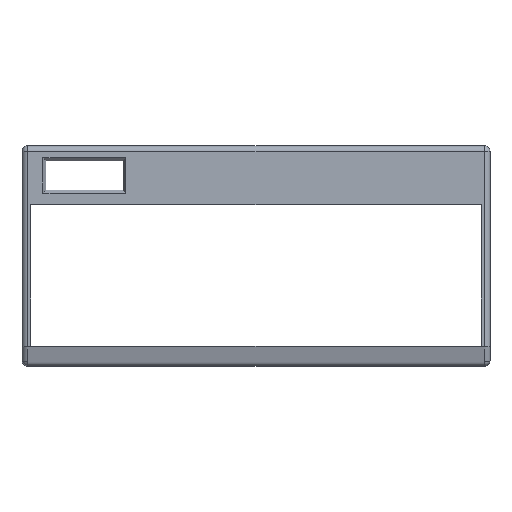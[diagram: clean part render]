
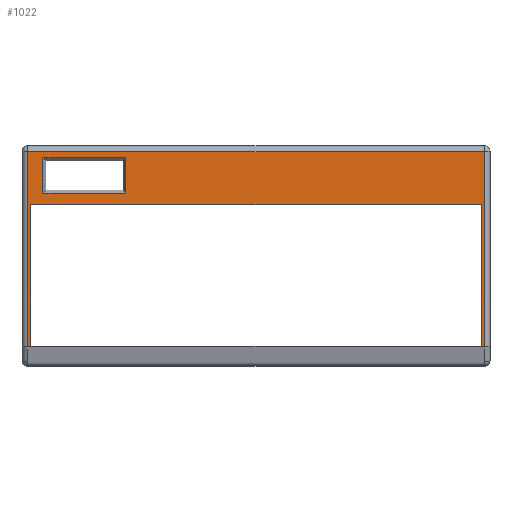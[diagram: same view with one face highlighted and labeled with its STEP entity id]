
A CAD part, top view. The second image highlights one B-rep face of the part: STEP entity #1022.
In plain terms, the highlighted planar face has unit normal (0, 0, 1).
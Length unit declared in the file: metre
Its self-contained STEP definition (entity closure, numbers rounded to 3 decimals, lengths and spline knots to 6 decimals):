
#85=ORIENTED_EDGE('',*,*,#380,.T.);
#86=ORIENTED_EDGE('',*,*,#381,.T.);
#87=ORIENTED_EDGE('',*,*,#382,.T.);
#88=ORIENTED_EDGE('',*,*,#383,.T.);
#89=ORIENTED_EDGE('',*,*,#384,.T.);
#90=ORIENTED_EDGE('',*,*,#385,.T.);
#91=ORIENTED_EDGE('',*,*,#386,.T.);
#92=ORIENTED_EDGE('',*,*,#387,.T.);
#93=ORIENTED_EDGE('',*,*,#388,.F.);
#94=ORIENTED_EDGE('',*,*,#389,.T.);
#95=ORIENTED_EDGE('',*,*,#390,.T.);
#96=ORIENTED_EDGE('',*,*,#391,.F.);
#380=EDGE_CURVE('',#527,#528,#624,.T.);
#381=EDGE_CURVE('',#528,#529,#625,.T.);
#382=EDGE_CURVE('',#529,#530,#626,.T.);
#383=EDGE_CURVE('',#530,#527,#627,.T.);
#384=EDGE_CURVE('',#531,#532,#628,.F.);
#385=EDGE_CURVE('',#532,#533,#629,.F.);
#386=EDGE_CURVE('',#533,#534,#630,.T.);
#387=EDGE_CURVE('',#534,#531,#631,.T.);
#388=EDGE_CURVE('',#535,#536,#632,.T.);
#389=EDGE_CURVE('',#535,#537,#633,.T.);
#390=EDGE_CURVE('',#537,#538,#634,.T.);
#391=EDGE_CURVE('',#536,#538,#635,.T.);
#527=VERTEX_POINT('',#1533);
#528=VERTEX_POINT('',#1534);
#529=VERTEX_POINT('',#1536);
#530=VERTEX_POINT('',#1538);
#531=VERTEX_POINT('',#1541);
#532=VERTEX_POINT('',#1542);
#533=VERTEX_POINT('',#1544);
#534=VERTEX_POINT('',#1546);
#535=VERTEX_POINT('',#1549);
#536=VERTEX_POINT('',#1550);
#537=VERTEX_POINT('',#1552);
#538=VERTEX_POINT('',#1554);
#624=LINE('',#1532,#748);
#625=LINE('',#1535,#749);
#626=LINE('',#1537,#750);
#627=LINE('',#1539,#751);
#628=LINE('',#1540,#752);
#629=LINE('',#1543,#753);
#630=LINE('',#1545,#754);
#631=LINE('',#1547,#755);
#632=LINE('',#1548,#756);
#633=LINE('',#1551,#757);
#634=LINE('',#1553,#758);
#635=LINE('',#1555,#759);
#748=VECTOR('',#1215,1.);
#749=VECTOR('',#1216,1.);
#750=VECTOR('',#1217,1.);
#751=VECTOR('',#1218,1.);
#752=VECTOR('',#1219,1.);
#753=VECTOR('',#1220,1.);
#754=VECTOR('',#1221,1.);
#755=VECTOR('',#1222,1.);
#756=VECTOR('',#1223,1.);
#757=VECTOR('',#1224,1.);
#758=VECTOR('',#1225,1.);
#759=VECTOR('',#1226,1.);
#845=EDGE_LOOP('',(#85,#86,#87,#88));
#846=EDGE_LOOP('',(#89,#90,#91,#92));
#847=EDGE_LOOP('',(#93,#94,#95,#96));
#913=FACE_BOUND('',#845,.T.);
#914=FACE_BOUND('',#846,.T.);
#915=FACE_BOUND('',#847,.T.);
#980=PLANE('',#1094);
#1022=ADVANCED_FACE('',(#913,#914,#915),#980,.T.);
#1094=AXIS2_PLACEMENT_3D('',#1531,#1213,#1214);
#1213=DIRECTION('',(0.,0.,1.));
#1214=DIRECTION('',(1.,0.,0.));
#1215=DIRECTION('',(1.,0.,0.));
#1216=DIRECTION('',(0.,-1.,0.));
#1217=DIRECTION('',(-1.,0.,0.));
#1218=DIRECTION('',(0.,1.,0.));
#1219=DIRECTION('',(1.,0.,0.));
#1220=DIRECTION('',(0.,1.,0.));
#1221=DIRECTION('',(1.,0.,0.));
#1222=DIRECTION('',(0.,1.,0.));
#1223=DIRECTION('',(0.,-1.,0.));
#1224=DIRECTION('',(1.,0.,0.));
#1225=DIRECTION('',(0.,-1.,0.));
#1226=DIRECTION('',(1.,0.,0.));
#1531=CARTESIAN_POINT('',(0.,0.,0.014));
#1532=CARTESIAN_POINT('',(0.,0.066145,0.014));
#1533=CARTESIAN_POINT('',(-0.14349,0.066145,0.014));
#1534=CARTESIAN_POINT('',(-0.08769,0.066145,0.014));
#1535=CARTESIAN_POINT('',(-0.08769,0.,0.014));
#1536=CARTESIAN_POINT('',(-0.08769,0.042345,0.014));
#1537=CARTESIAN_POINT('',(-0.14159,0.042345,0.014));
#1538=CARTESIAN_POINT('',(-0.14349,0.042345,0.014));
#1539=CARTESIAN_POINT('',(-0.14349,0.064245,0.014));
#1540=CARTESIAN_POINT('',(0.,0.070245,0.014));
#1541=CARTESIAN_POINT('',(0.15359,0.070245,0.014));
#1542=CARTESIAN_POINT('',(-0.15359,0.070245,0.014));
#1543=CARTESIAN_POINT('',(-0.15359,0.,0.014));
#1544=CARTESIAN_POINT('',(-0.15359,-0.061245,0.014));
#1545=CARTESIAN_POINT('',(0.15759,-0.061245,0.014));
#1546=CARTESIAN_POINT('',(0.15359,-0.061245,0.014));
#1547=CARTESIAN_POINT('',(0.15359,0.074245,0.014));
#1548=CARTESIAN_POINT('',(-0.15185,-0.013099,0.014));
#1549=CARTESIAN_POINT('',(-0.15185,0.034526,0.014));
#1550=CARTESIAN_POINT('',(-0.15185,-0.060724,0.014));
#1551=CARTESIAN_POINT('',(0.,0.034526,0.014));
#1552=CARTESIAN_POINT('',(0.15185,0.034526,0.014));
#1553=CARTESIAN_POINT('',(0.15185,-0.013099,0.014));
#1554=CARTESIAN_POINT('',(0.15185,-0.060724,0.014));
#1555=CARTESIAN_POINT('',(0.,-0.060724,0.014));
